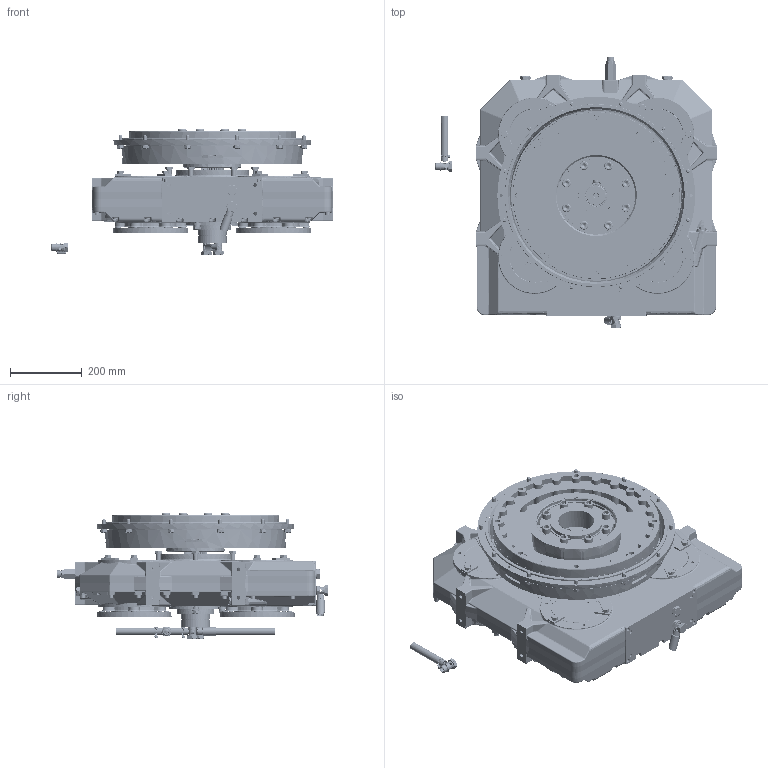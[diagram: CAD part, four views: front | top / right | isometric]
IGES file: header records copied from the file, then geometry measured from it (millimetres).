
Start section: SolidWorks IGES file using analytic representation for surfaces
Global section: file name: 1028864Y.igs; native system: SolidWorks 2015; preprocessor: SolidWorks 2015; author: smtservice; date: 190520.112214; units: millimetre
Bounding box: 785.05 x 758.3 x 350.5 mm (x, y, z)
Surface area: 5605822.1 mm2 (no closed solid volume)
Topology: 0 solids, 4 shells, 10728 faces, 160389 edges, 158401 vertices
Faces by surface type: bspline 6905, revolution 3823
